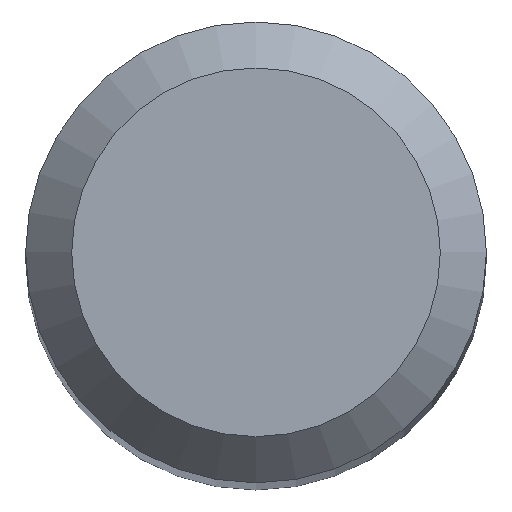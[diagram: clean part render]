
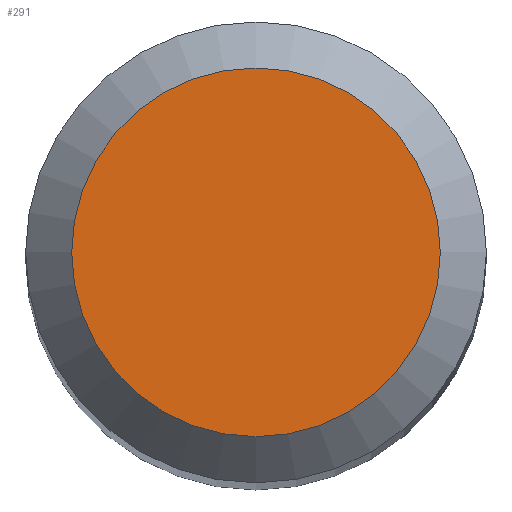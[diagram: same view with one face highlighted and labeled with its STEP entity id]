
A CAD part, top view. The second image highlights one B-rep face of the part: STEP entity #291.
In plain terms, the highlighted planar face has unit normal (0, 0, 1).
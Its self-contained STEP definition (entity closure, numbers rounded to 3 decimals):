
#37 = CARTESIAN_POINT ( 'NONE',  ( -1.2, 0., 38. ) ) ;
#59 = CARTESIAN_POINT ( 'NONE',  ( 0., 0., 38. ) ) ;
#65 = EDGE_CURVE ( 'NONE', #85, #85, #137, .T. ) ;
#67 = AXIS2_PLACEMENT_3D ( 'NONE', #59, #75, #140 ) ;
#75 = DIRECTION ( 'NONE',  ( 0., 0., -1. ) ) ;
#85 = VERTEX_POINT ( 'NONE', #37 ) ;
#94 = CARTESIAN_POINT ( 'NONE',  ( 0., 0., 38. ) ) ;
#135 = FACE_OUTER_BOUND ( 'NONE', #210, .T. ) ;
#137 = CIRCLE ( 'NONE', #67, 1.2 ) ;
#140 = DIRECTION ( 'NONE',  ( -1., 0., 0. ) ) ;
#165 = DIRECTION ( 'NONE',  ( -1., 0., 0. ) ) ;
#172 = AXIS2_PLACEMENT_3D ( 'NONE', #94, #186, #165 ) ;
#186 = DIRECTION ( 'NONE',  ( 0., 0., -1. ) ) ;
#210 = EDGE_LOOP ( 'NONE', ( #265 ) ) ;
#212 = PLANE ( 'NONE',  #172 ) ;
#265 = ORIENTED_EDGE ( 'NONE', *, *, #65, .F. ) ;
#291 = ADVANCED_FACE ( 'NONE', ( #135 ), #212, .F. ) ;
